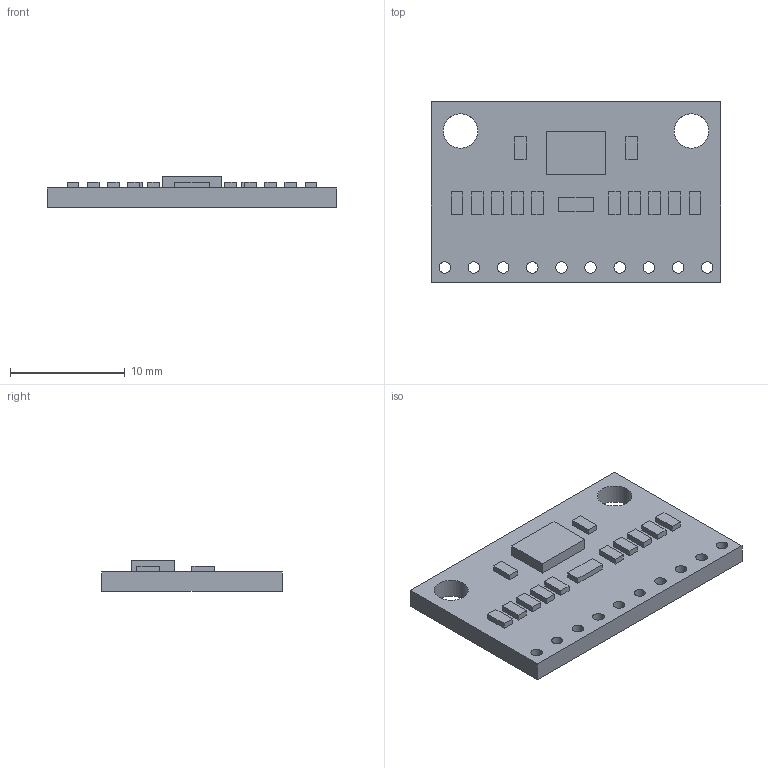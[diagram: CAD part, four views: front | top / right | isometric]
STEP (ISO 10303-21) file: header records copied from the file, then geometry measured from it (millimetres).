
FILE_DESCRIPTION(/* description */ ('','CAx-IF Rec.Pracs.---Representation and Presentation of Product Manufacturing Information (PMI)---4.0---2014-10-13'),/* implementation_level */ '2;1');
FILE_NAME(/* name */ 'GY-BNO08x_(BNO085).step',/* time_stamp */ '2025-02-18T01:16:12-05:00',/* author */ (''),/* organization */ (''),/* preprocessor_version */ 'ST-DEVELOPER v20',/* originating_system */ 'Autodesk Translation Framework v13.20.0.188',/* authorisation */ '');
FILE_SCHEMA (('AP242_MANAGED_MODEL_BASED_3D_ENGINEERING_MIM_LF { 1 0 10303 442 1 1 4 }'));
Length unit declared in the file: millimetre
Products named in the file (1): GY-BNO08x (BNO085)
Bounding box: 25.2 x 15.7 x 2.7 mm (x, y, z)
Volume: 668.8 mm3; surface area: 1030.1 mm2
Topology: 1 solids, 1 shells, 88 faces, 216 edges, 144 vertices
Faces by surface type: plane 76, cylinder 12
Full cylindrical faces by diameter (mm): 1 x10, 3 x2
Entity records: 2645 total; most frequent: CARTESIAN_POINT 449, ORIENTED_EDGE 432, DIRECTION 418, EDGE_CURVE 216, LINE 192, VECTOR 192, VERTEX_POINT 144, EDGE_LOOP 126
